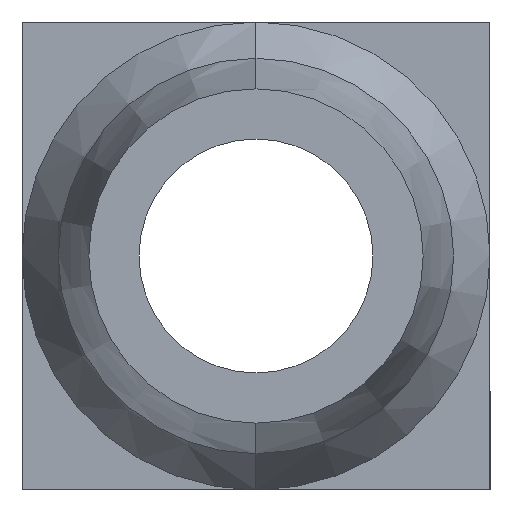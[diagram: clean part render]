
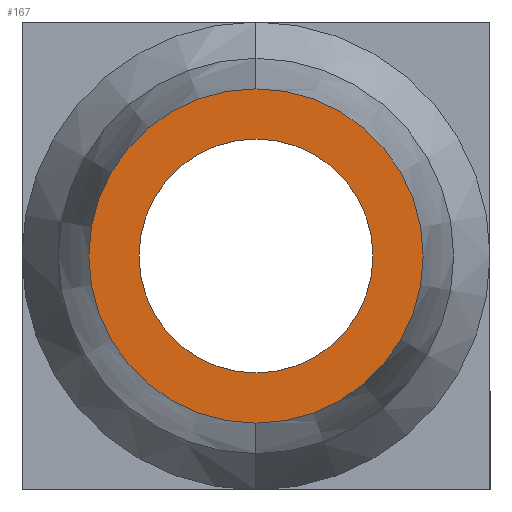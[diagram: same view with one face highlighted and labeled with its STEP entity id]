
A CAD part, front view. The second image highlights one B-rep face of the part: STEP entity #167.
In plain terms, the highlighted planar face has unit normal (0, -1, 0).
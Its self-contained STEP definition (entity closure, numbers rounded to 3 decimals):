
#66 = DIRECTION ( 'NONE',  ( 0., 0., 1. ) ) ;
#115 = ORIENTED_EDGE ( 'NONE', *, *, #2259, .T. ) ;
#167 = ADVANCED_FACE ( 'NONE', ( #1521, #281 ), #2218, .F. ) ;
#281 = FACE_BOUND ( 'NONE', #2409, .T. ) ;
#328 = VERTEX_POINT ( 'NONE', #2327 ) ;
#329 = DIRECTION ( 'NONE',  ( 0., 1., 0. ) ) ;
#335 = DIRECTION ( 'NONE',  ( 0., 0., 1. ) ) ;
#354 = VERTEX_POINT ( 'NONE', #931 ) ;
#591 = ORIENTED_EDGE ( 'NONE', *, *, #1658, .F. ) ;
#754 = CIRCLE ( 'NONE', #3005, 5. ) ;
#931 = CARTESIAN_POINT ( 'NONE',  ( 7., -25., -12. ) ) ;
#982 = AXIS2_PLACEMENT_3D ( 'NONE', #1737, #2737, #1256 ) ;
#1062 = CARTESIAN_POINT ( 'NONE',  ( 7., -25., -7. ) ) ;
#1256 = DIRECTION ( 'NONE',  ( 0., 0., 1. ) ) ;
#1269 = CARTESIAN_POINT ( 'NONE',  ( 7., -25., -12. ) ) ;
#1321 = DIRECTION ( 'NONE',  ( 0., 0., 1. ) ) ;
#1325 = DIRECTION ( 'NONE',  ( 0., 1., 0. ) ) ;
#1409 = ORIENTED_EDGE ( 'NONE', *, *, #1542, .T. ) ;
#1521 = FACE_OUTER_BOUND ( 'NONE', #2780, .T. ) ;
#1542 = EDGE_CURVE ( 'NONE', #2271, #2978, #2404, .T. ) ;
#1658 = EDGE_CURVE ( 'NONE', #354, #328, #1747, .T. ) ;
#1714 = DIRECTION ( 'NONE',  ( 0., 1., 0. ) ) ;
#1737 = CARTESIAN_POINT ( 'NONE',  ( 7., -25., -7. ) ) ;
#1747 = CIRCLE ( 'NONE', #2638, 5. ) ;
#1783 = DIRECTION ( 'NONE',  ( 0., 0., 1. ) ) ;
#1926 = EDGE_CURVE ( 'NONE', #328, #354, #754, .T. ) ;
#2085 = AXIS2_PLACEMENT_3D ( 'NONE', #1269, #1714, #1783 ) ;
#2091 = CARTESIAN_POINT ( 'NONE',  ( 7., -25., -7. ) ) ;
#2218 = PLANE ( 'NONE',  #2085 ) ;
#2259 = EDGE_CURVE ( 'NONE', #2978, #2271, #2315, .T. ) ;
#2271 = VERTEX_POINT ( 'NONE', #3081 ) ;
#2315 = CIRCLE ( 'NONE', #2576, 3.5 ) ;
#2327 = CARTESIAN_POINT ( 'NONE',  ( 7., -25., -2. ) ) ;
#2404 = CIRCLE ( 'NONE', #982, 3.5 ) ;
#2409 = EDGE_LOOP ( 'NONE', ( #115, #1409 ) ) ;
#2450 = CARTESIAN_POINT ( 'NONE',  ( 7., -25., -3.5 ) ) ;
#2576 = AXIS2_PLACEMENT_3D ( 'NONE', #3029, #329, #1321 ) ;
#2638 = AXIS2_PLACEMENT_3D ( 'NONE', #1062, #2807, #335 ) ;
#2701 = ORIENTED_EDGE ( 'NONE', *, *, #1926, .F. ) ;
#2737 = DIRECTION ( 'NONE',  ( 0., 1., 0. ) ) ;
#2780 = EDGE_LOOP ( 'NONE', ( #2701, #591 ) ) ;
#2807 = DIRECTION ( 'NONE',  ( 0., 1., 0. ) ) ;
#2978 = VERTEX_POINT ( 'NONE', #2450 ) ;
#3005 = AXIS2_PLACEMENT_3D ( 'NONE', #2091, #1325, #66 ) ;
#3029 = CARTESIAN_POINT ( 'NONE',  ( 7., -25., -7. ) ) ;
#3081 = CARTESIAN_POINT ( 'NONE',  ( 7., -25., -10.5 ) ) ;
